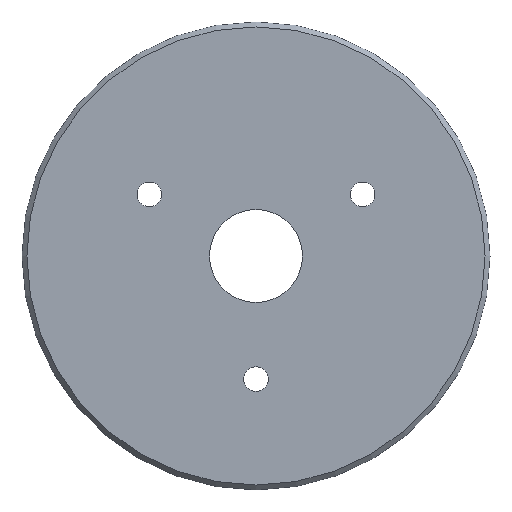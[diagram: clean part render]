
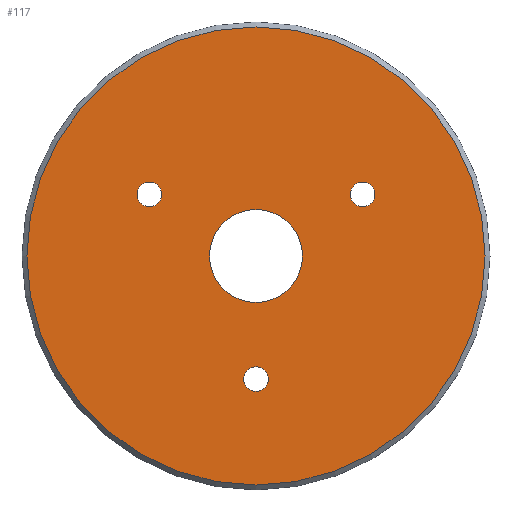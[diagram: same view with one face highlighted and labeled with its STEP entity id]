
A CAD part, top view. The second image highlights one B-rep face of the part: STEP entity #117.
In plain terms, the highlighted planar face has unit normal (0, 0, 1).
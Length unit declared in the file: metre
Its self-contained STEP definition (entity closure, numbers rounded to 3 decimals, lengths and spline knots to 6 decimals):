
#25=ORIENTED_EDGE('',*,*,#45,.T.);
#26=ORIENTED_EDGE('',*,*,#46,.F.);
#27=ORIENTED_EDGE('',*,*,#47,.F.);
#28=ORIENTED_EDGE('',*,*,#48,.F.);
#29=ORIENTED_EDGE('',*,*,#49,.F.);
#45=EDGE_CURVE('',#55,#55,#65,.T.);
#46=EDGE_CURVE('',#56,#56,#66,.T.);
#47=EDGE_CURVE('',#57,#57,#67,.T.);
#48=EDGE_CURVE('',#58,#58,#68,.T.);
#49=EDGE_CURVE('',#59,#59,#69,.T.);
#55=VERTEX_POINT('',#193);
#56=VERTEX_POINT('',#195);
#57=VERTEX_POINT('',#197);
#58=VERTEX_POINT('',#199);
#59=VERTEX_POINT('',#201);
#65=CIRCLE('',#138,0.0744);
#66=CIRCLE('',#139,0.004);
#67=CIRCLE('',#140,0.004);
#68=CIRCLE('',#141,0.004);
#69=CIRCLE('',#142,0.0151);
#75=EDGE_LOOP('',(#25));
#76=EDGE_LOOP('',(#26));
#77=EDGE_LOOP('',(#27));
#78=EDGE_LOOP('',(#28));
#79=EDGE_LOOP('',(#29));
#95=FACE_BOUND('',#75,.T.);
#96=FACE_BOUND('',#76,.T.);
#97=FACE_BOUND('',#77,.T.);
#98=FACE_BOUND('',#78,.T.);
#99=FACE_BOUND('',#79,.T.);
#115=PLANE('',#137);
#117=ADVANCED_FACE('',(#95,#96,#97,#98,#99),#115,.T.);
#137=AXIS2_PLACEMENT_3D('',#191,#156,#157);
#138=AXIS2_PLACEMENT_3D('',#192,#158,#159);
#139=AXIS2_PLACEMENT_3D('',#194,#160,#161);
#140=AXIS2_PLACEMENT_3D('',#196,#162,#163);
#141=AXIS2_PLACEMENT_3D('',#198,#164,#165);
#142=AXIS2_PLACEMENT_3D('',#200,#166,#167);
#156=DIRECTION('',(0.,0.,1.));
#157=DIRECTION('',(0.,-1.,0.));
#158=DIRECTION('',(0.,0.,1.));
#159=DIRECTION('',(0.,-1.,0.));
#160=DIRECTION('',(0.,0.,1.));
#161=DIRECTION('',(0.,-1.,0.));
#162=DIRECTION('',(0.,0.,1.));
#163=DIRECTION('',(0.,-1.,0.));
#164=DIRECTION('',(0.,0.,1.));
#165=DIRECTION('',(0.,-1.,0.));
#166=DIRECTION('',(0.,0.,1.));
#167=DIRECTION('',(0.,-1.,0.));
#191=CARTESIAN_POINT('',(0.,0.,0.0016));
#192=CARTESIAN_POINT('',(0.,0.,0.0016));
#193=CARTESIAN_POINT('',(0.,-0.0744,0.0016));
#194=CARTESIAN_POINT('',(0.,-0.04,0.0016));
#195=CARTESIAN_POINT('',(0.,-0.044,0.0016));
#196=CARTESIAN_POINT('',(-0.034641,0.02,0.0016));
#197=CARTESIAN_POINT('',(-0.034641,0.016,0.0016));
#198=CARTESIAN_POINT('',(0.034641,0.02,0.0016));
#199=CARTESIAN_POINT('',(0.034641,0.016,0.0016));
#200=CARTESIAN_POINT('',(0.,0.,0.0016));
#201=CARTESIAN_POINT('',(0.,-0.0151,0.0016));
